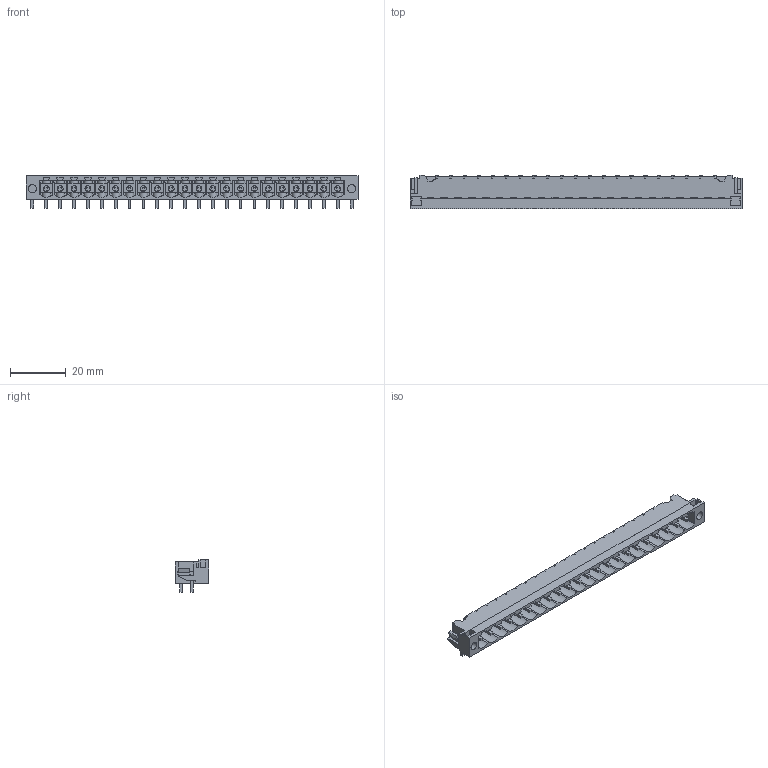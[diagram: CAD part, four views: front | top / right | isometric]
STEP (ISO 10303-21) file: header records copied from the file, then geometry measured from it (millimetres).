
FILE_DESCRIPTION(('CATIA V5 STEP Exchange','CAx-IF Rec.Pracs.--- Model Styling and Organization---1.2---2011-12-15'),'2;1');
FILE_NAME ('7601263_2_1840550000_1840550000.stp','2018-03-08T09:59:28+00:00',('none'),('Weidmueller'),'CATIA Version 5-6 Release 2014','CATIA V5 STEP AP214','none');
FILE_SCHEMA(('AUTOMOTIVE_DESIGN { 1 0 10303 214 1 1 1 1 }'));
Length unit declared in the file: millimetre
Products named in the file (1): 1840550000
Bounding box: 119.6 x 12 x 11.63 mm (x, y, z)
Volume: 4363 mm3; surface area: 10387.1 mm2
Topology: 25 solids, 25 shells, 1535 faces, 4783 edges, 3255 vertices
Faces by surface type: plane 1257, cylinder 278
Entity records: 49455 total; most frequent: CARTESIAN_POINT 9902, ORIENTED_EDGE 9566, DIRECTION 6178, EDGE_CURVE 4783, VECTOR 3964, LINE 3964, VERTEX_POINT 3255, EDGE_LOOP 1584
